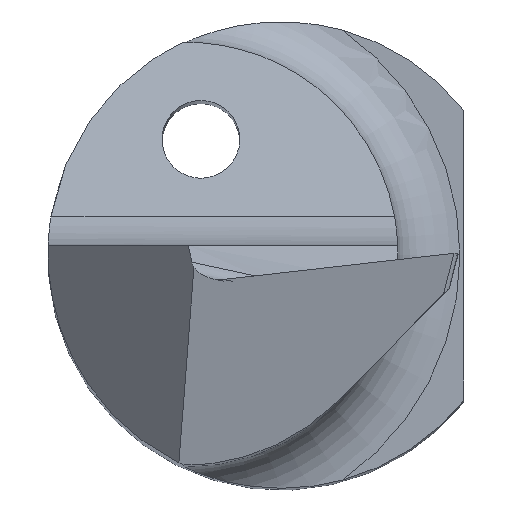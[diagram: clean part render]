
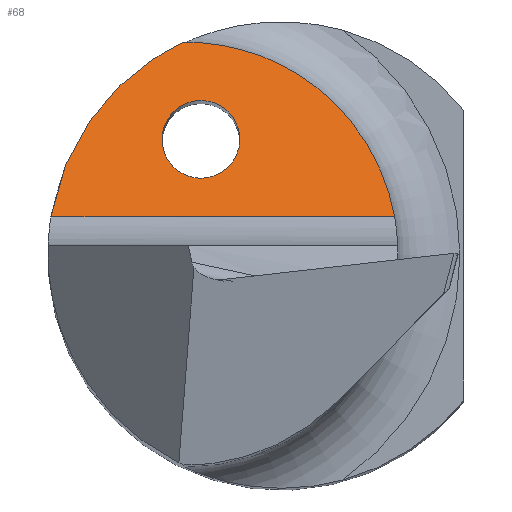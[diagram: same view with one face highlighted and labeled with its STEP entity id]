
A CAD part, top view. The second image highlights one B-rep face of the part: STEP entity #68.
In plain terms, the highlighted planar face has unit normal (0, 0.766, 0.643).
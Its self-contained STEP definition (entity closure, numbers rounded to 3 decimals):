
#6 = CARTESIAN_POINT ( 'NONE',  ( -1.255, 2.725, 22.025 ) ) ;
#8 = CARTESIAN_POINT ( 'NONE',  ( -1.032, 1.974, 22.92 ) ) ;
#16 = CARTESIAN_POINT ( 'NONE',  ( -1.255, 2.725, 22.025 ) ) ;
#23 = LINE ( 'NONE', #609, #381 ) ;
#26 = VERTEX_POINT ( 'NONE', #84 ) ;
#36 = EDGE_LOOP ( 'NONE', ( #391 ) ) ;
#60 = EDGE_CURVE ( 'NONE', #395, #26, #23, .T. ) ;
#68 = ADVANCED_FACE ( 'NONE', ( #543, #808 ), #473, .F. ) ;
#84 = CARTESIAN_POINT ( 'NONE',  ( 1.458, 0.474, 24.707 ) ) ;
#119 =( BOUNDED_CURVE ( )  B_SPLINE_CURVE ( 3, ( #213, #286, #425, #208 ),
 .UNSPECIFIED., .F., .T. ) 
 B_SPLINE_CURVE_WITH_KNOTS ( ( 4, 4 ),
 ( 6.272, 7.679 ),
 .UNSPECIFIED. ) 
 CURVE ( )  GEOMETRIC_REPRESENTATION_ITEM ( )  RATIONAL_B_SPLINE_CURVE ( ( 1., 0.842, 0.842, 1. ) ) 
 REPRESENTATION_ITEM ( '' )  );
#171 = EDGE_LOOP ( 'NONE', ( #672, #563, #599 ) ) ;
#175 = EDGE_CURVE ( 'NONE', #395, #712, #573, .T. ) ;
#177 = DIRECTION ( 'NONE',  ( 0., -0.766, -0.643 ) ) ;
#191 = CARTESIAN_POINT ( 'NONE',  ( -2.032, 0.974, 24.111 ) ) ;
#203 = VERTEX_POINT ( 'NONE', #678 ) ;
#208 = CARTESIAN_POINT ( 'NONE',  ( 1.458, 0.474, 24.707 ) ) ;
#213 = CARTESIAN_POINT ( 'NONE',  ( -1.255, 2.725, 22.025 ) ) ;
#219 = EDGE_CURVE ( 'NONE', #203, #203, #444, .T. ) ;
#262 = CARTESIAN_POINT ( 'NONE',  ( -1.032, 0.974, 24.111 ) ) ;
#273 = DIRECTION ( 'NONE',  ( 1., 0., 0. ) ) ;
#286 = CARTESIAN_POINT ( 'NONE',  ( 0.141, 2.74, 22.007 ) ) ;
#321 = DIRECTION ( 'NONE',  ( 0., 0.643, -0.766 ) ) ;
#343 = CARTESIAN_POINT ( 'NONE',  ( -2.962, 0.474, 24.707 ) ) ;
#381 = VECTOR ( 'NONE', #273, 1000. ) ;
#391 = ORIENTED_EDGE ( 'NONE', *, *, #219, .F. ) ;
#395 = VERTEX_POINT ( 'NONE', #763 ) ;
#405 = CARTESIAN_POINT ( 'NONE',  ( -2.183, 2.298, 22.535 ) ) ;
#425 = CARTESIAN_POINT ( 'NONE',  ( 1.215, 1.849, 23.069 ) ) ;
#444 =( BOUNDED_CURVE ( )  B_SPLINE_CURVE ( 3, ( #526, #795, #191, #262, #740, #800, #8 ),
 .UNSPECIFIED., .T., .T. ) 
 B_SPLINE_CURVE_WITH_KNOTS ( ( 4, 3, 4 ),
 ( 0., 3.142, 6.283 ),
 .UNSPECIFIED. ) 
 CURVE ( )  GEOMETRIC_REPRESENTATION_ITEM ( )  RATIONAL_B_SPLINE_CURVE ( ( 1., 0.333, 0.333, 1., 0.333, 0.333, 1. ) ) 
 REPRESENTATION_ITEM ( '' )  );
#447 = AXIS2_PLACEMENT_3D ( 'NONE', #741, #177, #321 ) ;
#473 = PLANE ( 'NONE',  #447 ) ;
#526 = CARTESIAN_POINT ( 'NONE',  ( -1.032, 1.974, 22.92 ) ) ;
#543 = FACE_BOUND ( 'NONE', #36, .T. ) ;
#563 = ORIENTED_EDGE ( 'NONE', *, *, #687, .F. ) ;
#573 =( BOUNDED_CURVE ( )  B_SPLINE_CURVE ( 3, ( #343, #674, #405, #6 ),
 .UNSPECIFIED., .F., .T. ) 
 B_SPLINE_CURVE_WITH_KNOTS ( ( 4, 4 ),
 ( 4.871, 5.852 ),
 .UNSPECIFIED. ) 
 CURVE ( )  GEOMETRIC_REPRESENTATION_ITEM ( )  RATIONAL_B_SPLINE_CURVE ( ( 1., 0.921, 0.921, 1. ) ) 
 REPRESENTATION_ITEM ( '' )  );
#599 = ORIENTED_EDGE ( 'NONE', *, *, #175, .F. ) ;
#609 = CARTESIAN_POINT ( 'NONE',  ( -3., 0.474, 24.707 ) ) ;
#672 = ORIENTED_EDGE ( 'NONE', *, *, #60, .T. ) ;
#674 = CARTESIAN_POINT ( 'NONE',  ( -2.801, 1.483, 23.505 ) ) ;
#678 = CARTESIAN_POINT ( 'NONE',  ( -1.032, 1.974, 22.92 ) ) ;
#687 = EDGE_CURVE ( 'NONE', #712, #26, #119, .T. ) ;
#712 = VERTEX_POINT ( 'NONE', #16 ) ;
#740 = CARTESIAN_POINT ( 'NONE',  ( -0.032, 0.974, 24.111 ) ) ;
#741 = CARTESIAN_POINT ( 'NONE',  ( -3., 0.474, 24.707 ) ) ;
#763 = CARTESIAN_POINT ( 'NONE',  ( -2.962, 0.474, 24.707 ) ) ;
#795 = CARTESIAN_POINT ( 'NONE',  ( -2.032, 1.974, 22.92 ) ) ;
#800 = CARTESIAN_POINT ( 'NONE',  ( -0.032, 1.974, 22.92 ) ) ;
#808 = FACE_OUTER_BOUND ( 'NONE', #171, .T. ) ;
